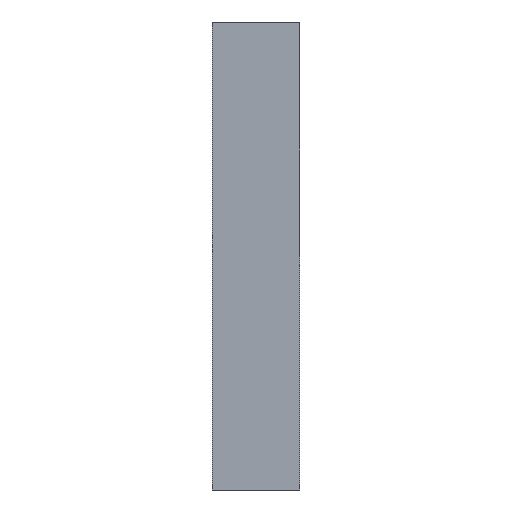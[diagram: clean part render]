
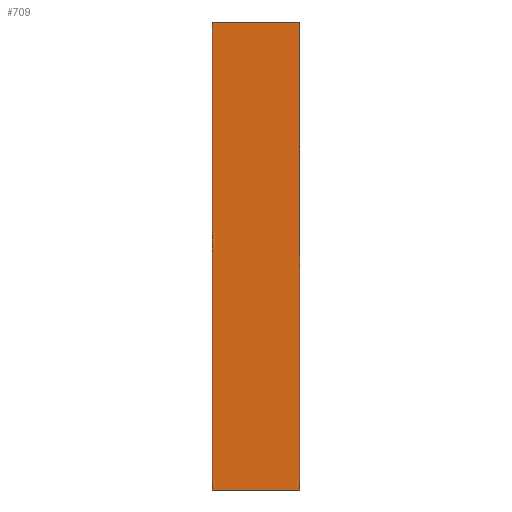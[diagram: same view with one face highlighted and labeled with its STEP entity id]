
A CAD part, left-side view. The second image highlights one B-rep face of the part: STEP entity #709.
In plain terms, the highlighted planar face has unit normal (-1, 0, 0).
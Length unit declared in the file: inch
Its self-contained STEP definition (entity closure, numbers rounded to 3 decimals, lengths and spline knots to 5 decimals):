
#35 = FACE_OUTER_BOUND ( 'NONE', #535, .T. ) ;
#42 = CARTESIAN_POINT ( 'NONE',  ( -2.5, 0.375, -1. ) ) ;
#51 = CARTESIAN_POINT ( 'NONE',  ( -2.5, 0.375, -1. ) ) ;
#86 = DIRECTION ( 'NONE',  ( 0., 0., 1. ) ) ;
#93 = VECTOR ( 'NONE', #668, 39.37008 ) ;
#95 = LINE ( 'NONE', #698, #93 ) ;
#110 = VECTOR ( 'NONE', #778, 39.37008 ) ;
#130 = CARTESIAN_POINT ( 'NONE',  ( -2.5, 0., 0. ) ) ;
#134 = VECTOR ( 'NONE', #392, 39.37008 ) ;
#144 = LINE ( 'NONE', #42, #110 ) ;
#151 = VECTOR ( 'NONE', #86, 39.37008 ) ;
#153 = LINE ( 'NONE', #130, #151 ) ;
#183 = LINE ( 'NONE', #398, #134 ) ;
#217 = EDGE_CURVE ( 'NONE', #682, #796, #183, .T. ) ;
#298 = ORIENTED_EDGE ( 'NONE', *, *, #572, .F. ) ;
#373 = CARTESIAN_POINT ( 'NONE',  ( -2.5, 0.375, 1. ) ) ;
#392 = DIRECTION ( 'NONE',  ( 0., 1., 0. ) ) ;
#398 = CARTESIAN_POINT ( 'NONE',  ( -2.5, 0.375, 1. ) ) ;
#427 = EDGE_CURVE ( 'NONE', #597, #682, #153, .T. ) ;
#431 = DIRECTION ( 'NONE',  ( 0., 0., -1. ) ) ;
#433 = DIRECTION ( 'NONE',  ( 1., 0., 0. ) ) ;
#441 = PLANE ( 'NONE',  #594 ) ;
#474 = CARTESIAN_POINT ( 'NONE',  ( -2.5, 0., 1. ) ) ;
#486 = CARTESIAN_POINT ( 'NONE',  ( -2.5, 0.375, -1. ) ) ;
#535 = EDGE_LOOP ( 'NONE', ( #683, #764, #298, #620 ) ) ;
#551 = VERTEX_POINT ( 'NONE', #51 ) ;
#572 = EDGE_CURVE ( 'NONE', #597, #551, #144, .T. ) ;
#594 = AXIS2_PLACEMENT_3D ( 'NONE', #486, #433, #431 ) ;
#596 = EDGE_CURVE ( 'NONE', #551, #796, #95, .T. ) ;
#597 = VERTEX_POINT ( 'NONE', #675 ) ;
#620 = ORIENTED_EDGE ( 'NONE', *, *, #427, .T. ) ;
#668 = DIRECTION ( 'NONE',  ( 0., 0., 1. ) ) ;
#675 = CARTESIAN_POINT ( 'NONE',  ( -2.5, 0., -1. ) ) ;
#682 = VERTEX_POINT ( 'NONE', #474 ) ;
#683 = ORIENTED_EDGE ( 'NONE', *, *, #217, .T. ) ;
#698 = CARTESIAN_POINT ( 'NONE',  ( -2.5, 0.375, -1. ) ) ;
#709 = ADVANCED_FACE ( 'NONE', ( #35 ), #441, .F. ) ;
#764 = ORIENTED_EDGE ( 'NONE', *, *, #596, .F. ) ;
#778 = DIRECTION ( 'NONE',  ( 0., 1., 0. ) ) ;
#796 = VERTEX_POINT ( 'NONE', #373 ) ;
